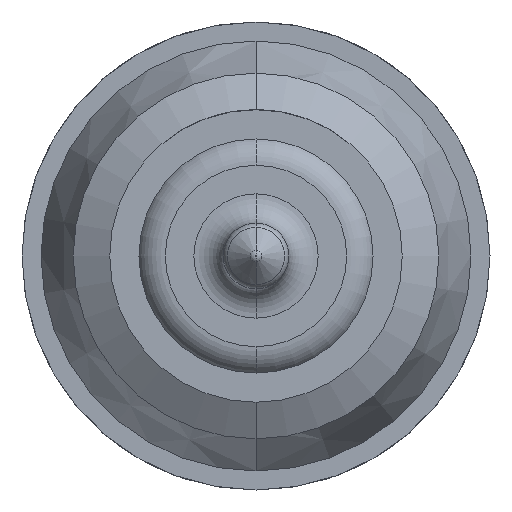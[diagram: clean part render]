
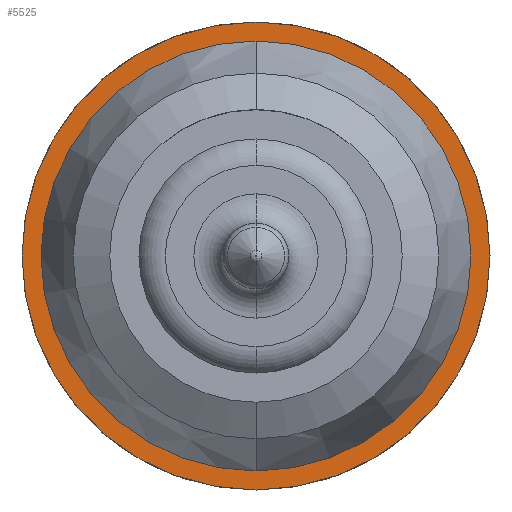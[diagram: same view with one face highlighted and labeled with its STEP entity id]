
A CAD part, front view. The second image highlights one B-rep face of the part: STEP entity #5525.
In plain terms, the highlighted planar face has unit normal (0, -1, 0).
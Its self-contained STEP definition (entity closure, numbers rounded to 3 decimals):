
#98 = CARTESIAN_POINT ( 'NONE',  ( 1.47, 0.547, 0. ) ) ;
#391 = DIRECTION ( 'NONE',  ( 0., 0., 1. ) ) ;
#406 = CARTESIAN_POINT ( 'NONE',  ( 0., 0.547, 0. ) ) ;
#469 = CARTESIAN_POINT ( 'NONE',  ( 0., 0.547, -1.6 ) ) ;
#584 = DIRECTION ( 'NONE',  ( 0., 0., 1. ) ) ;
#592 = CIRCLE ( 'NONE', #4751, 1.6 ) ;
#798 = CARTESIAN_POINT ( 'NONE',  ( 0., 0.547, 0. ) ) ;
#1154 = EDGE_LOOP ( 'NONE', ( #3695, #1526 ) ) ;
#1187 = DIRECTION ( 'NONE',  ( 0., 0., 1. ) ) ;
#1473 = EDGE_CURVE ( 'Defeature ausgef�hrt1_6+Defeature ausgef�hrt1_5+Defeature ausgef�hrt1_5+Defeature ausgef�hrt1_5', #2482, #1857, #4439, .T. ) ;
#1526 = ORIENTED_EDGE ( 'NONE', *, *, #5649, .T. ) ;
#1634 = CARTESIAN_POINT ( 'NONE',  ( 0., 0.547, 0. ) ) ;
#1719 = DIRECTION ( 'NONE',  ( 0., 0., 1. ) ) ;
#1761 = CARTESIAN_POINT ( 'NONE',  ( 0., 0.547, 1.6 ) ) ;
#1857 = VERTEX_POINT ( 'NONE', #4849 ) ;
#1926 = EDGE_LOOP ( 'NONE', ( #3998, #5280 ) ) ;
#2127 = DIRECTION ( 'NONE',  ( 0., 1., 0. ) ) ;
#2211 = DIRECTION ( 'NONE',  ( 0., 1., 0. ) ) ;
#2390 = DIRECTION ( 'NONE',  ( 0., 1., 0. ) ) ;
#2482 = VERTEX_POINT ( 'NONE', #3766 ) ;
#3081 = EDGE_CURVE ( 'Defeature ausgef�hrt1_7+Defeature ausgef�hrt1_6+Defeature ausgef�hrt1_6+Defeature ausgef�hrt1_6', #4967, #4457, #5564, .T. ) ;
#3346 = AXIS2_PLACEMENT_3D ( 'NONE', #5592, #2127, #5300 ) ;
#3530 = AXIS2_PLACEMENT_3D ( 'NONE', #406, #5839, #1719 ) ;
#3695 = ORIENTED_EDGE ( 'NONE', *, *, #1473, .T. ) ;
#3708 = PLANE ( 'NONE',  #4479 ) ;
#3766 = CARTESIAN_POINT ( 'NONE',  ( 0., 0.547, 1.47 ) ) ;
#3907 = DIRECTION ( 'NONE',  ( 0., 1., 0. ) ) ;
#3998 = ORIENTED_EDGE ( 'NONE', *, *, #5782, .F. ) ;
#4439 = CIRCLE ( 'NONE', #3530, 1.47 ) ;
#4457 = VERTEX_POINT ( 'NONE', #1761 ) ;
#4479 = AXIS2_PLACEMENT_3D ( 'NONE', #98, #2390, #584 ) ;
#4751 = AXIS2_PLACEMENT_3D ( 'NONE', #798, #2211, #391 ) ;
#4849 = CARTESIAN_POINT ( 'NONE',  ( 0., 0.547, -1.47 ) ) ;
#4967 = VERTEX_POINT ( 'NONE', #469 ) ;
#5280 = ORIENTED_EDGE ( 'NONE', *, *, #3081, .F. ) ;
#5300 = DIRECTION ( 'NONE',  ( 0., 0., 1. ) ) ;
#5400 = FACE_BOUND ( 'NONE', #1154, .T. ) ;
#5415 = AXIS2_PLACEMENT_3D ( 'NONE', #1634, #3907, #1187 ) ;
#5525 = ADVANCED_FACE ( 'Defeature ausgef�hrt1_6', ( #5831, #5400 ), #3708, .F. ) ;
#5547 = CIRCLE ( 'NONE', #5415, 1.47 ) ;
#5564 = CIRCLE ( 'NONE', #3346, 1.6 ) ;
#5592 = CARTESIAN_POINT ( 'NONE',  ( 0., 0.547, 0. ) ) ;
#5649 = EDGE_CURVE ( 'Defeature ausgef�hrt1_6+Defeature ausgef�hrt1_5+Defeature ausgef�hrt1_5+Defeature ausgef�hrt1_5', #1857, #2482, #5547, .T. ) ;
#5782 = EDGE_CURVE ( 'Defeature ausgef�hrt1_7+Defeature ausgef�hrt1_6+Defeature ausgef�hrt1_6+Defeature ausgef�hrt1_6', #4457, #4967, #592, .T. ) ;
#5831 = FACE_OUTER_BOUND ( 'NONE', #1926, .T. ) ;
#5839 = DIRECTION ( 'NONE',  ( 0., 1., 0. ) ) ;
